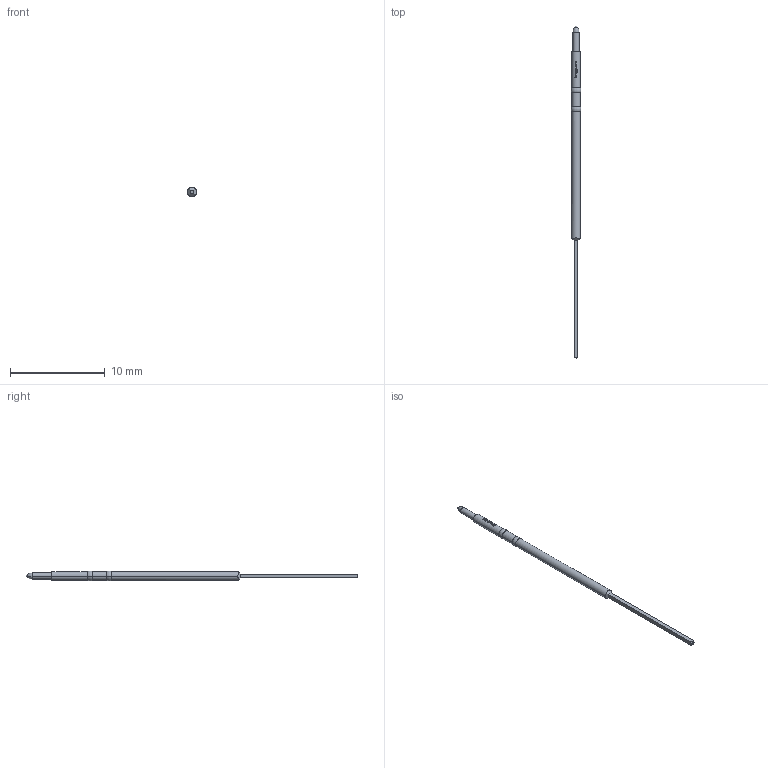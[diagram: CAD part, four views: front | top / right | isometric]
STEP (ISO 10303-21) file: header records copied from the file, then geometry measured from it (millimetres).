
FILE_DESCRIPTION (( 'STEP AP203' ), '1' );
FILE_NAME ('INGUN_KT-S-050_47_35.STEP', '2022-01-25T06:31:09', ( 'ochi' ), ( '' ), 'SwSTEP 2.0', 'SolidWorks 2018', '' );
FILE_SCHEMA (( 'CONFIG_CONTROL_DESIGN' ));
Length unit declared in the file: millimetre
Products named in the file (1): INGUN_KT-S-050_47_35
Bounding box: 1.03 x 35 x 1.02 mm (x, y, z)
Volume: 16.7 mm3; surface area: 85.1 mm2
Topology: 1 solids, 1 shells, 97 faces, 248 edges, 160 vertices
Faces by surface type: plane 51, bspline 22, cylinder 14, torus 6, cone 4
Entity records: 3205 total; most frequent: CARTESIAN_POINT 982, ORIENTED_EDGE 496, DIRECTION 368, EDGE_CURVE 248, VERTEX_POINT 160, AXIS2_PLACEMENT_3D 142, EDGE_LOOP 104, ADVANCED_FACE 97
